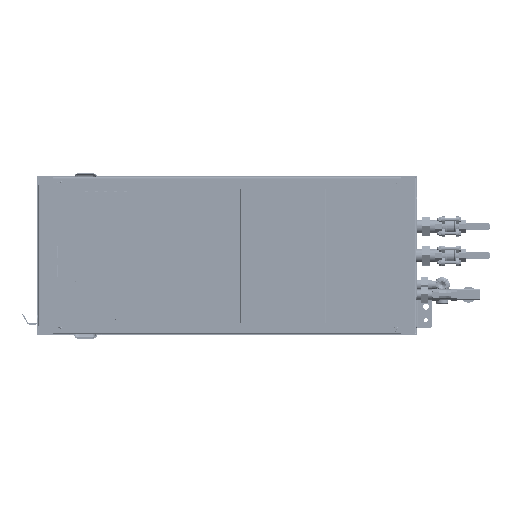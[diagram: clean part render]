
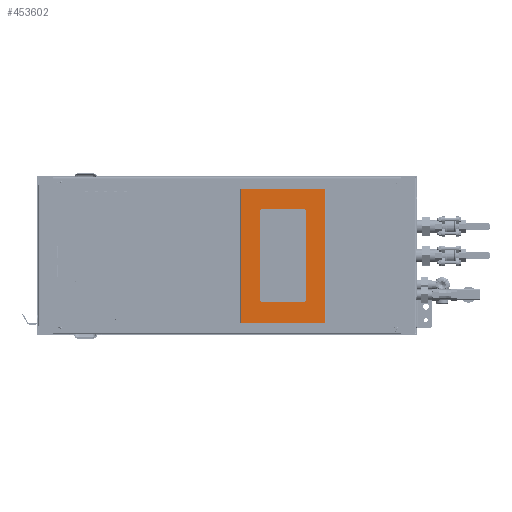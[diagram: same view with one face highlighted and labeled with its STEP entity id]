
A CAD part, front view. The second image highlights one B-rep face of the part: STEP entity #453602.
In plain terms, the highlighted planar face has unit normal (0, -1, 0).
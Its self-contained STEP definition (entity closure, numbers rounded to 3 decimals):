
#844 = CIRCLE ( 'NONE', #215131, 10. ) ;
#5033 = VECTOR ( 'NONE', #101362, 1000. ) ;
#6087 = CARTESIAN_POINT ( 'NONE',  ( 129.819, -341.326, -119.25 ) ) ;
#7304 = CIRCLE ( 'NONE', #341076, 10. ) ;
#10578 = CARTESIAN_POINT ( 'NONE',  ( 29.819, -341.326, -109.25 ) ) ;
#11265 = DIRECTION ( 'NONE',  ( 0., 0., -1. ) ) ;
#15593 = LINE ( 'NONE', #359733, #417965 ) ;
#20526 = VERTEX_POINT ( 'NONE', #241674 ) ;
#21483 = ORIENTED_EDGE ( 'NONE', *, *, #252069, .T. ) ;
#24671 = VERTEX_POINT ( 'NONE', #6087 ) ;
#29443 = CARTESIAN_POINT ( 'NONE',  ( 139.819, -341.326, 172.25 ) ) ;
#34697 = LINE ( 'NONE', #399191, #213601 ) ;
#46517 = AXIS2_PLACEMENT_3D ( 'NONE', #284359, #70576, #320270 ) ;
#46558 = DIRECTION ( 'NONE',  ( 0., 0., -1. ) ) ;
#51602 = EDGE_CURVE ( 'NONE', #157747, #428140, #7304, .T. ) ;
#58218 = CARTESIAN_POINT ( 'NONE',  ( 139.819, -341.326, -109.25 ) ) ;
#58269 = EDGE_LOOP ( 'NONE', ( #423797, #150206, #78111, #321133, #404864, #192320, #135283, #382028 ) ) ;
#60930 = CARTESIAN_POINT ( 'NONE',  ( 129.819, -341.326, 110.75 ) ) ;
#70576 = DIRECTION ( 'NONE',  ( 0., -1., 0. ) ) ;
#76354 = VERTEX_POINT ( 'NONE', #109269 ) ;
#77222 = CARTESIAN_POINT ( 'NONE',  ( 139.819, -341.326, 110.75 ) ) ;
#77638 = EDGE_CURVE ( 'NONE', #236147, #425136, #432289, .T. ) ;
#78111 = ORIENTED_EDGE ( 'NONE', *, *, #236319, .T. ) ;
#82435 = CIRCLE ( 'NONE', #250964, 10. ) ;
#92312 = CARTESIAN_POINT ( 'NONE',  ( -30.181, -341.326, -119.25 ) ) ;
#96415 = CARTESIAN_POINT ( 'NONE',  ( -30.181, -341.326, 120.75 ) ) ;
#96883 = DIRECTION ( 'NONE',  ( 0., 0., -1. ) ) ;
#101362 = DIRECTION ( 'NONE',  ( 0., 0., -1. ) ) ;
#109269 = CARTESIAN_POINT ( 'NONE',  ( -26.681, -341.326, -170.75 ) ) ;
#110180 = VECTOR ( 'NONE', #11265, 1000. ) ;
#110959 = EDGE_CURVE ( 'NONE', #410421, #20526, #448460, .T. ) ;
#120527 = CARTESIAN_POINT ( 'NONE',  ( 186.319, -341.326, 172.25 ) ) ;
#125463 = VECTOR ( 'NONE', #376276, 1000. ) ;
#133285 = DIRECTION ( 'NONE',  ( -1., 0., 0. ) ) ;
#133487 = VERTEX_POINT ( 'NONE', #77222 ) ;
#135283 = ORIENTED_EDGE ( 'NONE', *, *, #51602, .T. ) ;
#135887 = VERTEX_POINT ( 'NONE', #239135 ) ;
#146122 = CIRCLE ( 'NONE', #46517, 10. ) ;
#150206 = ORIENTED_EDGE ( 'NONE', *, *, #110959, .F. ) ;
#153552 = CARTESIAN_POINT ( 'NONE',  ( -26.681, -341.326, -170.75 ) ) ;
#157747 = VERTEX_POINT ( 'NONE', #203774 ) ;
#160202 = DIRECTION ( 'NONE',  ( 0., 1., 0. ) ) ;
#160375 = EDGE_CURVE ( 'NONE', #133487, #333695, #418551, .T. ) ;
#160847 = AXIS2_PLACEMENT_3D ( 'NONE', #373845, #160202, #409828 ) ;
#163551 = VECTOR ( 'NONE', #381928, 1000. ) ;
#173717 = EDGE_CURVE ( 'NONE', #20526, #135887, #146122, .T. ) ;
#184746 = LINE ( 'NONE', #272055, #363347 ) ;
#190049 = CARTESIAN_POINT ( 'NONE',  ( 19.819, -341.326, -109.25 ) ) ;
#192320 = ORIENTED_EDGE ( 'NONE', *, *, #218638, .T. ) ;
#195380 = CARTESIAN_POINT ( 'NONE',  ( 129.819, -341.326, -109.25 ) ) ;
#197603 = FACE_OUTER_BOUND ( 'NONE', #348277, .T. ) ;
#200880 = CARTESIAN_POINT ( 'NONE',  ( -26.681, -341.326, 172.25 ) ) ;
#201473 = CARTESIAN_POINT ( 'NONE',  ( 129.819, -341.326, 120.75 ) ) ;
#203774 = CARTESIAN_POINT ( 'NONE',  ( 29.819, -341.326, -119.25 ) ) ;
#213601 = VECTOR ( 'NONE', #435237, 1000. ) ;
#215131 = AXIS2_PLACEMENT_3D ( 'NONE', #195380, #445169, #231297 ) ;
#218638 = EDGE_CURVE ( 'NONE', #24671, #157747, #315338, .T. ) ;
#230090 = EDGE_CURVE ( 'NONE', #24671, #333695, #844, .T. ) ;
#231297 = DIRECTION ( 'NONE',  ( 0., 0., -1. ) ) ;
#236147 = VERTEX_POINT ( 'NONE', #120527 ) ;
#236319 = EDGE_CURVE ( 'NONE', #410421, #133487, #82435, .T. ) ;
#237834 = DIRECTION ( 'NONE',  ( 0., 0., 1. ) ) ;
#239135 = CARTESIAN_POINT ( 'NONE',  ( 19.819, -341.326, 110.75 ) ) ;
#241674 = CARTESIAN_POINT ( 'NONE',  ( 29.819, -341.326, 120.75 ) ) ;
#242367 = VECTOR ( 'NONE', #133285, 1000. ) ;
#250964 = AXIS2_PLACEMENT_3D ( 'NONE', #60930, #310702, #96883 ) ;
#252069 = EDGE_CURVE ( 'NONE', #456028, #236147, #184746, .T. ) ;
#260515 = DIRECTION ( 'NONE',  ( 0., 1., 0. ) ) ;
#269023 = ORIENTED_EDGE ( 'NONE', *, *, #399715, .T. ) ;
#272055 = CARTESIAN_POINT ( 'NONE',  ( 186.319, -341.326, 172.25 ) ) ;
#284359 = CARTESIAN_POINT ( 'NONE',  ( 29.819, -341.326, 110.75 ) ) ;
#301538 = ORIENTED_EDGE ( 'NONE', *, *, #458647, .T. ) ;
#310702 = DIRECTION ( 'NONE',  ( 0., 1., 0. ) ) ;
#312175 = CARTESIAN_POINT ( 'NONE',  ( 186.319, -341.326, -170.75 ) ) ;
#315338 = LINE ( 'NONE', #92312, #125463 ) ;
#320270 = DIRECTION ( 'NONE',  ( 0., 0., -1. ) ) ;
#321133 = ORIENTED_EDGE ( 'NONE', *, *, #160375, .T. ) ;
#333695 = VERTEX_POINT ( 'NONE', #58218 ) ;
#341076 = AXIS2_PLACEMENT_3D ( 'NONE', #10578, #260515, #46558 ) ;
#347042 = CARTESIAN_POINT ( 'NONE',  ( -30.181, -341.326, 172.25 ) ) ;
#348277 = EDGE_LOOP ( 'NONE', ( #269023, #21483, #455103, #301538 ) ) ;
#359733 = CARTESIAN_POINT ( 'NONE',  ( -30.181, -341.326, -170.75 ) ) ;
#363347 = VECTOR ( 'NONE', #237834, 1000. ) ;
#364436 = PLANE ( 'NONE',  #160847 ) ;
#373845 = CARTESIAN_POINT ( 'NONE',  ( -30.181, -341.326, 172.25 ) ) ;
#376276 = DIRECTION ( 'NONE',  ( -1., 0., 0. ) ) ;
#381928 = DIRECTION ( 'NONE',  ( -1., 0., 0. ) ) ;
#382028 = ORIENTED_EDGE ( 'NONE', *, *, #460585, .F. ) ;
#387361 = FACE_BOUND ( 'NONE', #58269, .T. ) ;
#394925 = LINE ( 'NONE', #153552, #110180 ) ;
#399191 = CARTESIAN_POINT ( 'NONE',  ( 19.819, -341.326, 172.25 ) ) ;
#399715 = EDGE_CURVE ( 'NONE', #76354, #456028, #15593, .T. ) ;
#404864 = ORIENTED_EDGE ( 'NONE', *, *, #230090, .F. ) ;
#409828 = DIRECTION ( 'NONE',  ( 0., 0., 1. ) ) ;
#410421 = VERTEX_POINT ( 'NONE', #201473 ) ;
#417965 = VECTOR ( 'NONE', #459980, 1000. ) ;
#418551 = LINE ( 'NONE', #29443, #5033 ) ;
#423797 = ORIENTED_EDGE ( 'NONE', *, *, #173717, .F. ) ;
#425136 = VERTEX_POINT ( 'NONE', #200880 ) ;
#428140 = VERTEX_POINT ( 'NONE', #190049 ) ;
#432289 = LINE ( 'NONE', #347042, #242367 ) ;
#435237 = DIRECTION ( 'NONE',  ( 0., 0., -1. ) ) ;
#445169 = DIRECTION ( 'NONE',  ( 0., -1., 0. ) ) ;
#448460 = LINE ( 'NONE', #96415, #163551 ) ;
#453602 = ADVANCED_FACE ( 'NONE', ( #387361, #197603 ), #364436, .F. ) ;
#455103 = ORIENTED_EDGE ( 'NONE', *, *, #77638, .T. ) ;
#456028 = VERTEX_POINT ( 'NONE', #312175 ) ;
#458647 = EDGE_CURVE ( 'NONE', #425136, #76354, #394925, .T. ) ;
#459980 = DIRECTION ( 'NONE',  ( 1., 0., 0. ) ) ;
#460585 = EDGE_CURVE ( 'NONE', #135887, #428140, #34697, .T. ) ;
